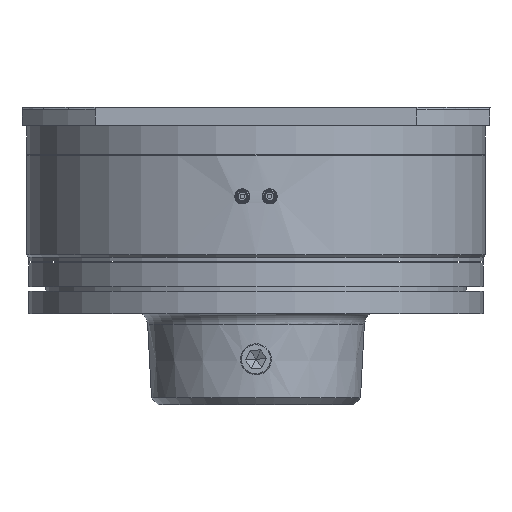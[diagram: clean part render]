
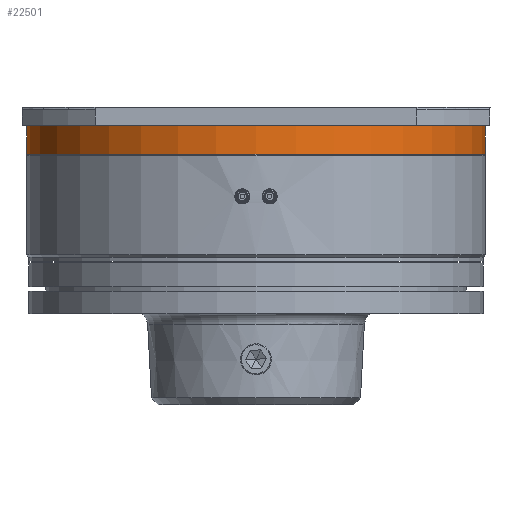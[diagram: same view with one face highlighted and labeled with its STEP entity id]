
A CAD part, front view. The second image highlights one B-rep face of the part: STEP entity #22501.
In plain terms, the highlighted cylindrical face has radius 50.5 mm (diameter 101 mm), a partial arc.
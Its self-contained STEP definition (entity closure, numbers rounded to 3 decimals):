
#193 = EDGE_CURVE ( 'NONE', #8634, #21025, #23514, .T. ) ;
#259 = CARTESIAN_POINT ( 'NONE',  ( -50.5, 0., -10.3 ) ) ;
#316 = AXIS2_PLACEMENT_3D ( 'NONE', #4092, #14332, #24667 ) ;
#1232 = VECTOR ( 'NONE', #24182, 1000. ) ;
#1620 = CIRCLE ( 'NONE', #316, 50.5 ) ;
#1937 = CARTESIAN_POINT ( 'NONE',  ( 50.5, 0., -9.178 ) ) ;
#2752 = DIRECTION ( 'NONE',  ( 0., 0., -1. ) ) ;
#3010 = DIRECTION ( 'NONE',  ( -1., 0., 0. ) ) ;
#3744 = CARTESIAN_POINT ( 'NONE',  ( -50.5, 0., -9.178 ) ) ;
#4092 = CARTESIAN_POINT ( 'NONE',  ( 0., 0., -10.3 ) ) ;
#4305 = CARTESIAN_POINT ( 'NONE',  ( -50.5, 0., -4.1 ) ) ;
#5223 = EDGE_LOOP ( 'NONE', ( #18363, #16083, #10605, #12166 ) ) ;
#5270 = EDGE_CURVE ( 'NONE', #21025, #16216, #22320, .T. ) ;
#5877 = DIRECTION ( 'NONE',  ( -1., 0., 0. ) ) ;
#6007 = FACE_OUTER_BOUND ( 'NONE', #5223, .T. ) ;
#7320 = DIRECTION ( 'NONE',  ( 0., 0., -1. ) ) ;
#8389 = EDGE_CURVE ( 'NONE', #8634, #18025, #20403, .T. ) ;
#8482 = CARTESIAN_POINT ( 'NONE',  ( 50.5, 0., -10.3 ) ) ;
#8634 = VERTEX_POINT ( 'NONE', #8739 ) ;
#8739 = CARTESIAN_POINT ( 'NONE',  ( 50.5, 0., -4.1 ) ) ;
#10605 = ORIENTED_EDGE ( 'NONE', *, *, #5270, .T. ) ;
#12166 = ORIENTED_EDGE ( 'NONE', *, *, #14774, .F. ) ;
#12275 = AXIS2_PLACEMENT_3D ( 'NONE', #22436, #16632, #5877 ) ;
#14090 = AXIS2_PLACEMENT_3D ( 'NONE', #21324, #7320, #3010 ) ;
#14332 = DIRECTION ( 'NONE',  ( 0., 0., -1. ) ) ;
#14506 = VECTOR ( 'NONE', #2752, 1000. ) ;
#14774 = EDGE_CURVE ( 'NONE', #18025, #16216, #1620, .T. ) ;
#16083 = ORIENTED_EDGE ( 'NONE', *, *, #193, .T. ) ;
#16216 = VERTEX_POINT ( 'NONE', #259 ) ;
#16632 = DIRECTION ( 'NONE',  ( 0., 0., -1. ) ) ;
#18025 = VERTEX_POINT ( 'NONE', #8482 ) ;
#18363 = ORIENTED_EDGE ( 'NONE', *, *, #8389, .F. ) ;
#18531 = CYLINDRICAL_SURFACE ( 'NONE', #12275, 50.5 ) ;
#20403 = LINE ( 'NONE', #1937, #14506 ) ;
#21025 = VERTEX_POINT ( 'NONE', #4305 ) ;
#21324 = CARTESIAN_POINT ( 'NONE',  ( 0., 0., -4.1 ) ) ;
#22320 = LINE ( 'NONE', #3744, #1232 ) ;
#22436 = CARTESIAN_POINT ( 'NONE',  ( 0., 0., -9.178 ) ) ;
#22501 = ADVANCED_FACE ( 'NONE', ( #6007 ), #18531, .T. ) ;
#23514 = CIRCLE ( 'NONE', #14090, 50.5 ) ;
#24182 = DIRECTION ( 'NONE',  ( 0., 0., -1. ) ) ;
#24667 = DIRECTION ( 'NONE',  ( -1., 0., 0. ) ) ;
